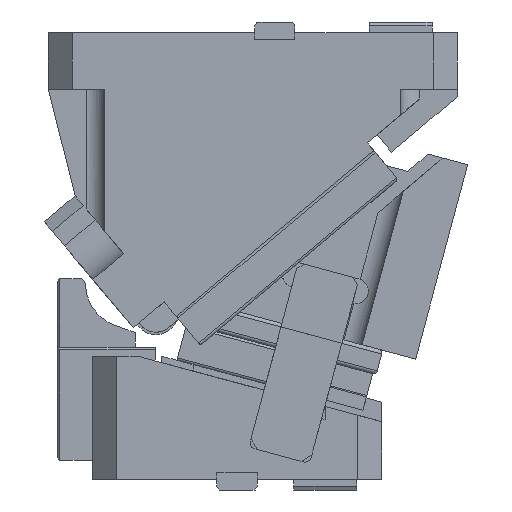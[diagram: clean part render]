
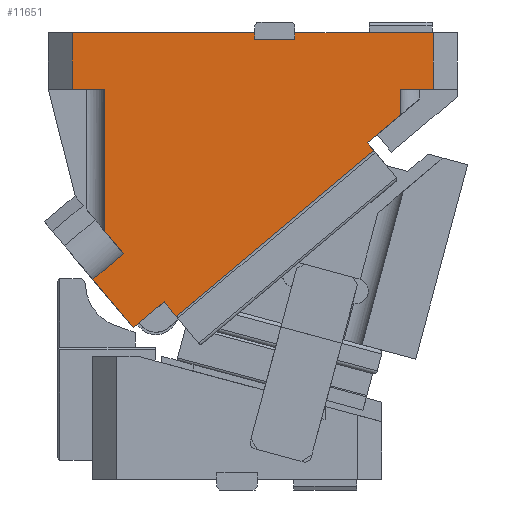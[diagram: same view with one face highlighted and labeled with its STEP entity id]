
A CAD part, front view. The second image highlights one B-rep face of the part: STEP entity #11651.
In plain terms, the highlighted planar face has unit normal (0, -1, 0).
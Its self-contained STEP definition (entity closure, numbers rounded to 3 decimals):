
#10201=CARTESIAN_POINT('Vertex',(223.646,-45.,261.34)) ;
#10204=CARTESIAN_POINT('Line Origine',(145.126,-45.,195.454)) ;
#10208=CARTESIAN_POINT('Vertex',(66.607,-45.,129.569)) ;
#10278=CARTESIAN_POINT('Vertex',(218.504,-45.,267.469)) ;
#10281=CARTESIAN_POINT('Line Origine',(221.075,-45.,264.404)) ;
#10328=CARTESIAN_POINT('Vertex',(245.,-45.,289.702)) ;
#10331=CARTESIAN_POINT('Line Origine',(231.752,-45.,278.585)) ;
#10851=CARTESIAN_POINT('Vertex',(56.965,-45.,141.059)) ;
#10854=CARTESIAN_POINT('Line Origine',(44.708,-45.,130.775)) ;
#10858=CARTESIAN_POINT('Vertex',(32.452,-45.,120.49)) ;
#11524=CARTESIAN_POINT('Axis2P3D Location',(126.479,-45.,225.627)) ;
#11529=CARTESIAN_POINT('Line Origine',(215.929,-45.,355.)) ;
#11533=CARTESIAN_POINT('Vertex',(270.858,-45.,355.)) ;
#11535=CARTESIAN_POINT('Vertex',(161.,-45.,355.)) ;
#11538=CARTESIAN_POINT('Line Origine',(161.,-45.,352.25)) ;
#11542=CARTESIAN_POINT('Vertex',(161.,-45.,349.5)) ;
#11545=CARTESIAN_POINT('Line Origine',(145.,-45.,349.5)) ;
#11549=CARTESIAN_POINT('Vertex',(129.,-45.,349.5)) ;
#11552=CARTESIAN_POINT('Line Origine',(129.,-45.,352.25)) ;
#11556=CARTESIAN_POINT('Vertex',(129.,-45.,355.)) ;
#11559=CARTESIAN_POINT('Line Origine',(56.571,-45.,355.)) ;
#11563=CARTESIAN_POINT('Vertex',(-15.858,-45.,355.)) ;
#11566=CARTESIAN_POINT('Line Origine',(-15.858,-45.,332.5)) ;
#11570=CARTESIAN_POINT('Vertex',(-15.858,-45.,310.)) ;
#11573=CARTESIAN_POINT('Line Origine',(-2.929,-45.,310.)) ;
#11577=CARTESIAN_POINT('Vertex',(10.,-45.,310.)) ;
#11580=CARTESIAN_POINT('Line Origine',(10.,-45.,253.515)) ;
#11584=CARTESIAN_POINT('Vertex',(10.,-45.,197.03)) ;
#11587=CARTESIAN_POINT('Line Origine',(17.413,-45.,188.196)) ;
#11591=CARTESIAN_POINT('Vertex',(24.826,-45.,179.362)) ;
#11594=CARTESIAN_POINT('Line Origine',(12.569,-45.,169.077)) ;
#11598=CARTESIAN_POINT('Vertex',(0.312,-45.,158.793)) ;
#11601=CARTESIAN_POINT('Line Origine',(16.382,-45.,139.641)) ;
#11606=CARTESIAN_POINT('Line Origine',(61.786,-45.,135.314)) ;
#11611=CARTESIAN_POINT('Line Origine',(245.,-45.,299.851)) ;
#11615=CARTESIAN_POINT('Vertex',(245.,-45.,310.)) ;
#11618=CARTESIAN_POINT('Line Origine',(257.929,-45.,310.)) ;
#11622=CARTESIAN_POINT('Vertex',(270.858,-45.,310.)) ;
#11625=CARTESIAN_POINT('Line Origine',(270.858,-45.,332.5)) ;
#10205=DIRECTION('Vector Direction',(-0.766,0.,-0.643)) ;
#10282=DIRECTION('Vector Direction',(0.643,0.,-0.766)) ;
#10332=DIRECTION('Vector Direction',(-0.766,0.,-0.643)) ;
#10855=DIRECTION('Vector Direction',(0.766,0.,0.643)) ;
#11525=DIRECTION('Axis2P3D Direction',(0.,-1.,0.)) ;
#11526=DIRECTION('Axis2P3D XDirection',(1.,0.,0.)) ;
#11530=DIRECTION('Vector Direction',(-1.,0.,0.)) ;
#11539=DIRECTION('Vector Direction',(0.,0.,1.)) ;
#11546=DIRECTION('Vector Direction',(-1.,0.,0.)) ;
#11553=DIRECTION('Vector Direction',(0.,0.,-1.)) ;
#11560=DIRECTION('Vector Direction',(-1.,0.,0.)) ;
#11567=DIRECTION('Vector Direction',(0.,0.,-1.)) ;
#11574=DIRECTION('Vector Direction',(-1.,0.,0.)) ;
#11581=DIRECTION('Vector Direction',(0.,0.,1.)) ;
#11588=DIRECTION('Vector Direction',(-0.643,0.,0.766)) ;
#11595=DIRECTION('Vector Direction',(0.766,0.,0.643)) ;
#11602=DIRECTION('Vector Direction',(0.643,0.,-0.766)) ;
#11607=DIRECTION('Vector Direction',(-0.643,0.,0.766)) ;
#11612=DIRECTION('Vector Direction',(0.,0.,-1.)) ;
#11619=DIRECTION('Vector Direction',(-1.,0.,0.)) ;
#11626=DIRECTION('Vector Direction',(0.,0.,1.)) ;
#11527=AXIS2_PLACEMENT_3D('Plane Axis2P3D',#11524,#11525,#11526) ;
#11631=ORIENTED_EDGE('',*,*,#11537,.T.) ;
#11632=ORIENTED_EDGE('',*,*,#11544,.F.) ;
#11633=ORIENTED_EDGE('',*,*,#11551,.T.) ;
#11634=ORIENTED_EDGE('',*,*,#11558,.F.) ;
#11635=ORIENTED_EDGE('',*,*,#11565,.T.) ;
#11636=ORIENTED_EDGE('',*,*,#11572,.T.) ;
#11637=ORIENTED_EDGE('',*,*,#11579,.F.) ;
#11638=ORIENTED_EDGE('',*,*,#11586,.F.) ;
#11639=ORIENTED_EDGE('',*,*,#11593,.T.) ;
#11640=ORIENTED_EDGE('',*,*,#11600,.F.) ;
#11641=ORIENTED_EDGE('',*,*,#11605,.T.) ;
#11642=ORIENTED_EDGE('',*,*,#10860,.F.) ;
#11643=ORIENTED_EDGE('',*,*,#11610,.T.) ;
#11644=ORIENTED_EDGE('',*,*,#10210,.F.) ;
#11645=ORIENTED_EDGE('',*,*,#10285,.F.) ;
#11646=ORIENTED_EDGE('',*,*,#10335,.T.) ;
#11647=ORIENTED_EDGE('',*,*,#11617,.F.) ;
#11648=ORIENTED_EDGE('',*,*,#11624,.F.) ;
#11649=ORIENTED_EDGE('',*,*,#11629,.F.) ;
#10206=VECTOR('Line Direction',#10205,1.) ;
#10283=VECTOR('Line Direction',#10282,1.) ;
#10333=VECTOR('Line Direction',#10332,1.) ;
#10856=VECTOR('Line Direction',#10855,1.) ;
#11531=VECTOR('Line Direction',#11530,1.) ;
#11540=VECTOR('Line Direction',#11539,1.) ;
#11547=VECTOR('Line Direction',#11546,1.) ;
#11554=VECTOR('Line Direction',#11553,1.) ;
#11561=VECTOR('Line Direction',#11560,1.) ;
#11568=VECTOR('Line Direction',#11567,1.) ;
#11575=VECTOR('Line Direction',#11574,1.) ;
#11582=VECTOR('Line Direction',#11581,1.) ;
#11589=VECTOR('Line Direction',#11588,1.) ;
#11596=VECTOR('Line Direction',#11595,1.) ;
#11603=VECTOR('Line Direction',#11602,1.) ;
#11608=VECTOR('Line Direction',#11607,1.) ;
#11613=VECTOR('Line Direction',#11612,1.) ;
#11620=VECTOR('Line Direction',#11619,1.) ;
#11627=VECTOR('Line Direction',#11626,1.) ;
#11651=ADVANCED_FACE('CAM HOLDER',(#11650),#11528,.T.) ;
#10210=EDGE_CURVE('',#10202,#10209,#10207,.T.) ;
#10285=EDGE_CURVE('',#10279,#10202,#10284,.T.) ;
#10335=EDGE_CURVE('',#10279,#10329,#10334,.F.) ;
#10860=EDGE_CURVE('',#10852,#10859,#10857,.F.) ;
#11537=EDGE_CURVE('',#11534,#11536,#11532,.T.) ;
#11544=EDGE_CURVE('',#11543,#11536,#11541,.T.) ;
#11551=EDGE_CURVE('',#11543,#11550,#11548,.T.) ;
#11558=EDGE_CURVE('',#11557,#11550,#11555,.T.) ;
#11565=EDGE_CURVE('',#11557,#11564,#11562,.T.) ;
#11572=EDGE_CURVE('',#11564,#11571,#11569,.T.) ;
#11579=EDGE_CURVE('',#11578,#11571,#11576,.T.) ;
#11586=EDGE_CURVE('',#11585,#11578,#11583,.T.) ;
#11593=EDGE_CURVE('',#11585,#11592,#11590,.F.) ;
#11600=EDGE_CURVE('',#11599,#11592,#11597,.T.) ;
#11605=EDGE_CURVE('',#11599,#10859,#11604,.T.) ;
#11610=EDGE_CURVE('',#10852,#10209,#11609,.F.) ;
#11617=EDGE_CURVE('',#11616,#10329,#11614,.T.) ;
#11624=EDGE_CURVE('',#11623,#11616,#11621,.T.) ;
#11629=EDGE_CURVE('',#11534,#11623,#11628,.F.) ;
#11630=EDGE_LOOP('',(#11631,#11632,#11633,#11634,#11635,#11636,#11637,#11638,#11639,#11640,#11641,#11642,#11643,#11644,#11645,#11646,#11647,#11648,#11649)) ;
#11650=FACE_OUTER_BOUND('',#11630,.T.) ;
#10207=LINE('Line',#10204,#10206) ;
#10284=LINE('Line',#10281,#10283) ;
#10334=LINE('Line',#10331,#10333) ;
#10857=LINE('Line',#10854,#10856) ;
#11532=LINE('Line',#11529,#11531) ;
#11541=LINE('Line',#11538,#11540) ;
#11548=LINE('Line',#11545,#11547) ;
#11555=LINE('Line',#11552,#11554) ;
#11562=LINE('Line',#11559,#11561) ;
#11569=LINE('Line',#11566,#11568) ;
#11576=LINE('Line',#11573,#11575) ;
#11583=LINE('Line',#11580,#11582) ;
#11590=LINE('Line',#11587,#11589) ;
#11597=LINE('Line',#11594,#11596) ;
#11604=LINE('Line',#11601,#11603) ;
#11609=LINE('Line',#11606,#11608) ;
#11614=LINE('Line',#11611,#11613) ;
#11621=LINE('Line',#11618,#11620) ;
#11628=LINE('Line',#11625,#11627) ;
#11528=PLANE('Plane',#11527) ;
#10202=VERTEX_POINT('',#10201) ;
#10209=VERTEX_POINT('',#10208) ;
#10279=VERTEX_POINT('',#10278) ;
#10329=VERTEX_POINT('',#10328) ;
#10852=VERTEX_POINT('',#10851) ;
#10859=VERTEX_POINT('',#10858) ;
#11534=VERTEX_POINT('',#11533) ;
#11536=VERTEX_POINT('',#11535) ;
#11543=VERTEX_POINT('',#11542) ;
#11550=VERTEX_POINT('',#11549) ;
#11557=VERTEX_POINT('',#11556) ;
#11564=VERTEX_POINT('',#11563) ;
#11571=VERTEX_POINT('',#11570) ;
#11578=VERTEX_POINT('',#11577) ;
#11585=VERTEX_POINT('',#11584) ;
#11592=VERTEX_POINT('',#11591) ;
#11599=VERTEX_POINT('',#11598) ;
#11616=VERTEX_POINT('',#11615) ;
#11623=VERTEX_POINT('',#11622) ;
